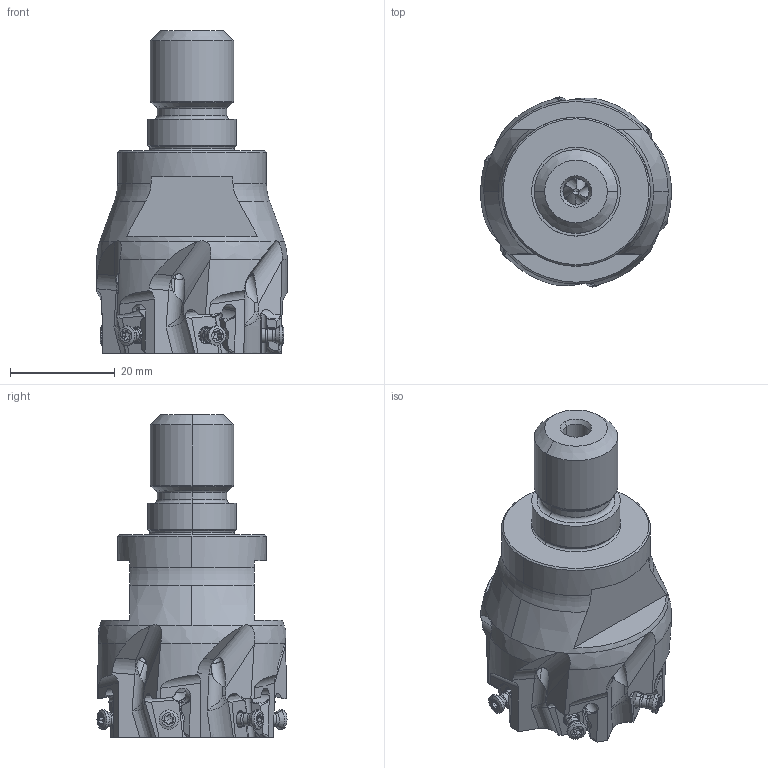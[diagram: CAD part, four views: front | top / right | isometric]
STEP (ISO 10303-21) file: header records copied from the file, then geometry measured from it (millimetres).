
FILE_DESCRIPTION(/* description */ (''),/* implementation_level */ '2;1');
FILE_NAME(/* name */ 'VPX200UR2406AM1640.stp',/* time_stamp */ '2021-09-08T11:38:22+09:00',/* author */ (''),/* organization */ (''),/* preprocessor_version */ 'ST-DEVELOPER v16',/* originating_system */ 'SIEMENS PLM Software NX 10.0',/* authorisation */ '');
FILE_SCHEMA (('AUTOMOTIVE_DESIGN { 1 0 10303 214 3 1 1 1 }'));
Length unit declared in the file: millimetre
Products named in the file (1): VPX200UR2406AM1640_ASM
Bounding box: 36.5 x 36.36 x 61.8 mm (x, y, z)
Volume: 32433.8 mm3; surface area: 9986.3 mm2
Topology: 7 solids, 7 shells, 643 faces, 1858 edges, 1221 vertices
Faces by surface type: cylinder 278, plane 167, cone 98, torus 46, extrusion 24, bspline 18, sphere 12
Entity records: 28711 total; most frequent: CARTESIAN_POINT 12002, ORIENTED_EDGE 3636, DIRECTION 3332, EDGE_CURVE 1818, AXIS2_PLACEMENT_3D 1339, VERTEX_POINT 1212, EDGE_LOOP 678, VECTOR 654
